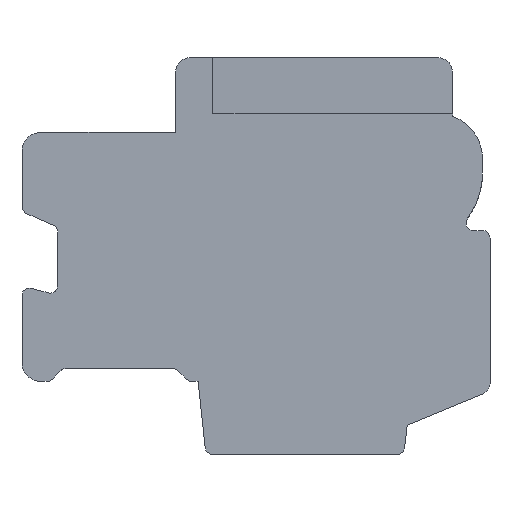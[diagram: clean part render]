
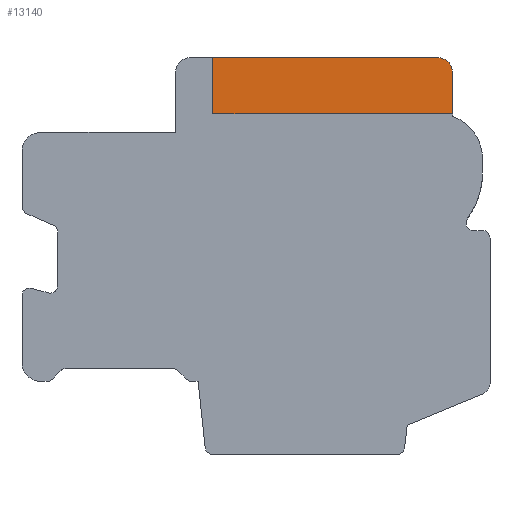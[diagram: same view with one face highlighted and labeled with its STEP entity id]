
A CAD part, front view. The second image highlights one B-rep face of the part: STEP entity #13140.
In plain terms, the highlighted planar face has unit normal (0, -1, 0).
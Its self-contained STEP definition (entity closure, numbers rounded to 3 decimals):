
#57=DIRECTION('',(-1.,0.,0.));
#58=VECTOR('',#57,6.);
#59=CARTESIAN_POINT('',(4.85,-73.5,5.3));
#60=LINE('',#59,#58);
#849=CARTESIAN_POINT('',(4.85,-73.5,4.9));
#850=DIRECTION('',(0.,1.,0.));
#851=DIRECTION('',(0.,0.,1.));
#852=AXIS2_PLACEMENT_3D('',#849,#850,#851);
#906=DIRECTION('',(0.,0.,-1.));
#907=VECTOR('',#906,1.1);
#908=CARTESIAN_POINT('',(5.25,-73.5,4.9));
#909=LINE('',#908,#907);
#4042=DIRECTION('',(0.,0.,1.));
#4043=VECTOR('',#4042,1.5);
#4044=CARTESIAN_POINT('',(-1.15,-73.5,3.8));
#4045=LINE('',#4044,#4043);
#4050=DIRECTION('',(-1.,0.,0.));
#4051=VECTOR('',#4050,6.4);
#4052=CARTESIAN_POINT('',(5.25,-73.5,3.8));
#4053=LINE('',#4052,#4051);
#8537=CARTESIAN_POINT('',(-1.15,-73.5,5.3));
#8539=VERTEX_POINT('',#8537);
#8541=CARTESIAN_POINT('',(4.85,-73.5,5.3));
#8542=VERTEX_POINT('',#8541);
#8543=CARTESIAN_POINT('',(5.25,-73.5,4.9));
#8544=VERTEX_POINT('',#8543);
#8545=CARTESIAN_POINT('',(5.25,-73.5,3.8));
#8546=VERTEX_POINT('',#8545);
#8549=CARTESIAN_POINT('',(-1.15,-73.5,3.8));
#8550=VERTEX_POINT('',#8549);
#13127=CARTESIAN_POINT('',(5.25,-73.5,3.8));
#13128=DIRECTION('',(0.,1.,0.));
#13129=DIRECTION('',(0.,0.,1.));
#13130=AXIS2_PLACEMENT_3D('',#13127,#13128,#13129);
#13131=PLANE('',#13130);
#13132=ORIENTED_EDGE('',*,*,#9183,.F.);
#13133=ORIENTED_EDGE('',*,*,#9980,.T.);
#13134=ORIENTED_EDGE('',*,*,#10054,.T.);
#13136=ORIENTED_EDGE('',*,*,#13135,.T.);
#13137=ORIENTED_EDGE('',*,*,#13119,.T.);
#13138=EDGE_LOOP('',(#13132,#13133,#13134,#13136,#13137));
#13139=FACE_OUTER_BOUND('',#13138,.F.);
#13140=ADVANCED_FACE('',(#13139),#13131,.F.);
#853=CIRCLE('',#852,0.4);
#9183=EDGE_CURVE('',#8542,#8539,#60,.T.);
#9980=EDGE_CURVE('',#8542,#8544,#853,.T.);
#10054=EDGE_CURVE('',#8544,#8546,#909,.T.);
#13119=EDGE_CURVE('',#8550,#8539,#4045,.T.);
#13135=EDGE_CURVE('',#8546,#8550,#4053,.T.);
